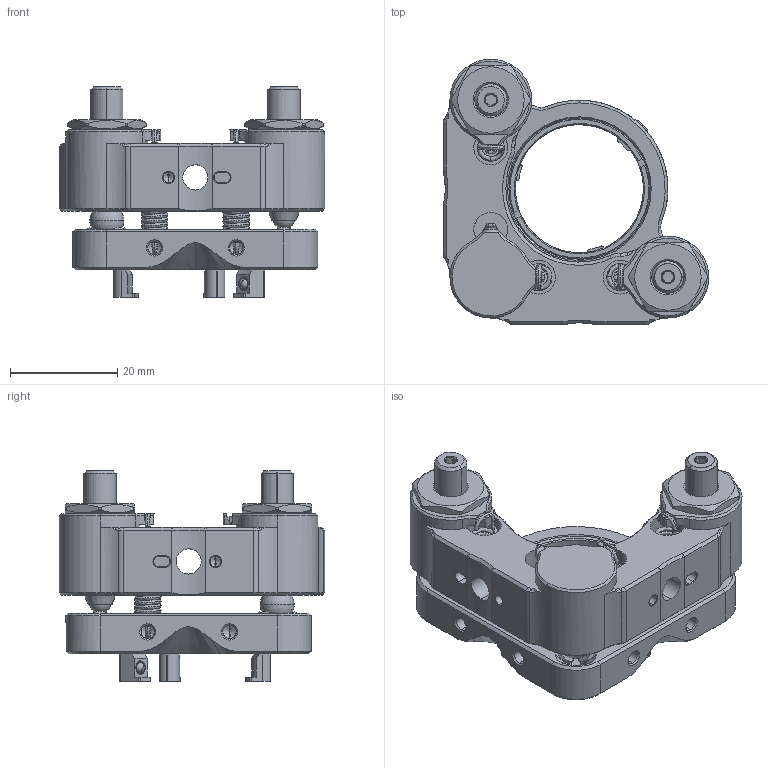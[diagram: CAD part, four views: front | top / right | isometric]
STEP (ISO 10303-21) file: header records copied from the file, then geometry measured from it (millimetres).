
FILE_DESCRIPTION (( 'STEP AP203' ), '1' );
FILE_NAME ('1.1.20.26_ZJO-PSM1.0-2.STEP', '2024-05-31T06:42:44', ( '' ), ( '' ), 'SwSTEP 2.0', 'SolidWorks 2021', '' );
FILE_SCHEMA (( 'CONFIG_CONTROL_DESIGN' ));
Length unit declared in the file: millimetre
Products named in the file (12): DXS-0625梓袧倰鞠褒覃誹ん _3.2.2.16.1-DXS-0625-26.6; 替代进口不锈钢光学调整架挠性臂后面板，用于φ1英寸光学元件_1.1.20.18.1，替代进口不锈钢光学调整架挠性夹紧后面板，用于φ1英寸光学元件，两轴; DXS-0625梓袧倰牉挴蹟佪_3.2.2.16-DXS-0625-26.6; 36.1，440c不锈钢滚珠_36.1.6_GZ-B4; 32.5.3，QL-φ4x0.6，φ4x0.6 蓝宝石垫片，A; 36.1，440c不锈钢滚珠_36.1.35_GZ-B6.35; 1.1.20.26.1_替代进口不锈钢光学调整架前面板，低变形，SM1.0，含一个卡环，两轴; 标准细牙锁紧螺母，外六角_3.2.6.14_DXJ-S0625-1302; 31.1.31_TL-φ5x23-0.8，2_φ5x17-0.8，双向拉簧，A; 凹头波珠螺丝，304钢_30.16.22-LWG-φ3*4; 1.1.20.26_ZJO-PSM1.0-2; ZFKｲｻﾐ篋ﾖﾍｸｾｵｿｨｻｷﾑｹﾈｦ_1.8.9.2_ZFKS-K1.0
Assembly tree (21 placements, depth 3):
  1.1.20.26_ZJO-PSM1.0-2
    替代进口不锈钢光学调整架挠性臂后面板，用于φ1英寸光学元件_1.1.20.18.1，替代进口不锈钢光学调整架挠性夹紧后面板，用于φ1英寸光学元件，两轴
    32.5.3，QL-φ4x0.6，φ4x0.6 蓝宝石垫片，A  x6
    36.1，440c不锈钢滚珠_36.1.35_GZ-B6.35
    1.1.20.26.1_替代进口不锈钢光学调整架前面板，低变形，SM1.0，含一个卡环，两轴
    DXS-0625梓袧倰牉挴蹟佪_3.2.2.16-DXS-0625-26.6  x3
      DXS-0625梓袧倰鞠褒覃誹ん _3.2.2.16.1-DXS-0625-26.6
      36.1，440c不锈钢滚珠_36.1.6_GZ-B4
    标准细牙锁紧螺母，外六角_3.2.6.14_DXJ-S0625-1302  x2
    31.1.31_TL-φ5x23-0.8，2_φ5x17-0.8，双向拉簧，A  x3
    凹头波珠螺丝，304钢_30.16.22-LWG-φ3*4
    ZFKｲｻﾐ篋ﾖﾍｸｾｵｿｨｻｷﾑｹﾈｦ_1.8.9.2_ZFKS-K1.0
Bounding box: 49.53 x 49.53 x 39.25 mm (x, y, z)
Volume: 21735.1 mm3; surface area: 16501.6 mm2
Topology: 23 solids, 23 shells, 629 faces, 1574 edges, 975 vertices
Faces by surface type: plane 178, cone 176, cylinder 175, bspline 64, torus 26, sphere 10
Entity records: 24333 total; most frequent: CARTESIAN_POINT 10806, ORIENTED_EDGE 2570, DIRECTION 2435, EDGE_CURVE 1285, AXIS2_PLACEMENT_3D 957, VERTEX_POINT 806, EDGE_LOOP 555, LINE 521
